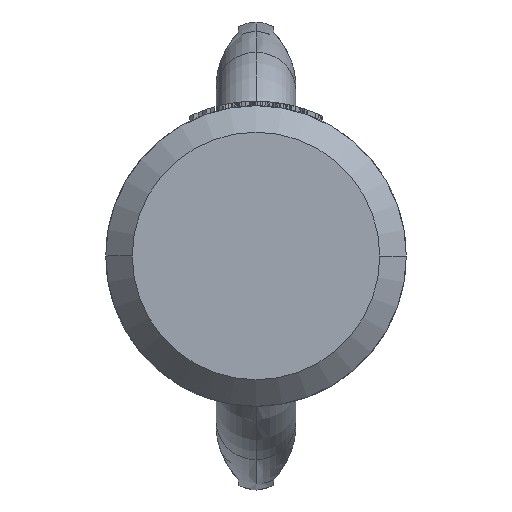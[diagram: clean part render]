
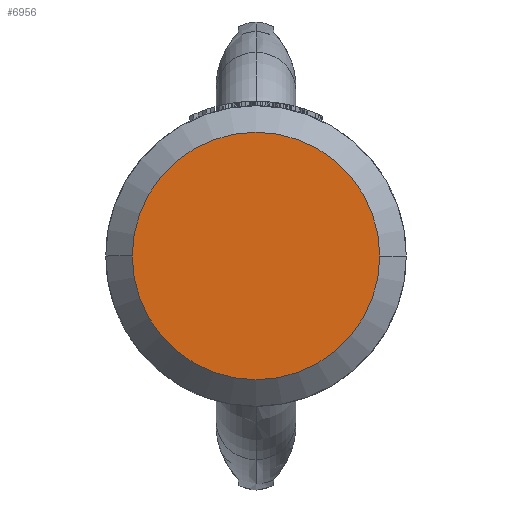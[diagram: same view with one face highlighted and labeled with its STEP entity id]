
A CAD part, front view. The second image highlights one B-rep face of the part: STEP entity #6956.
In plain terms, the highlighted planar face has unit normal (0, -1, 0).
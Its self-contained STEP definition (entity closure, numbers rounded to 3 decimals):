
#6=CARTESIAN_POINT('',(0.,0.,0.));
#7=DIRECTION('',(0.,-1.,0.));
#8=DIRECTION('',(1.,0.,0.));
#9=AXIS2_PLACEMENT_3D('',#6,#7,#8);
#5414=CARTESIAN_POINT('',(0.,0.,0.));
#5415=DIRECTION('',(0.,1.,0.));
#5416=DIRECTION('',(1.,0.,0.));
#5417=AXIS2_PLACEMENT_3D('',#5414,#5415,#5416);
#6853=CARTESIAN_POINT('',(14.,0.,0.));
#6854=CARTESIAN_POINT('',(-14.,0.,0.));
#6855=VERTEX_POINT('',#6853);
#6856=VERTEX_POINT('',#6854);
#6945=CARTESIAN_POINT('',(0.,0.,0.));
#6946=DIRECTION('',(0.,-1.,0.));
#6947=DIRECTION('',(-1.,0.,0.));
#6948=AXIS2_PLACEMENT_3D('',#6945,#6946,#6947);
#6949=PLANE('',#6948);
#6951=ORIENTED_EDGE('',*,*,#6950,.F.);
#6953=ORIENTED_EDGE('',*,*,#6952,.T.);
#6954=EDGE_LOOP('',(#6951,#6953));
#6955=FACE_OUTER_BOUND('',#6954,.F.);
#6956=ADVANCED_FACE('',(#6955),#6949,.T.);
#10=CIRCLE('',#9,14.);
#5418=CIRCLE('',#5417,14.);
#6950=EDGE_CURVE('',#6855,#6856,#10,.T.);
#6952=EDGE_CURVE('',#6855,#6856,#5418,.T.);
